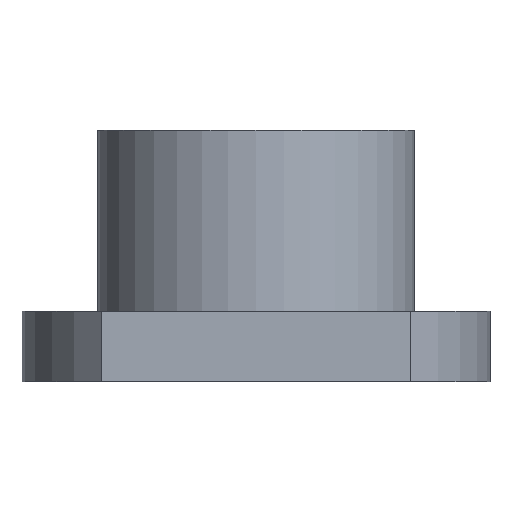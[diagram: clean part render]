
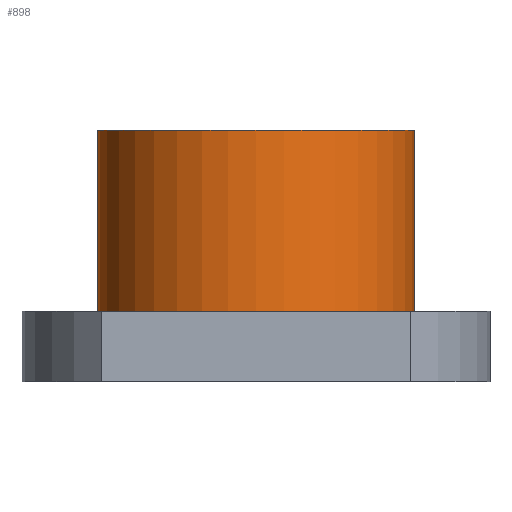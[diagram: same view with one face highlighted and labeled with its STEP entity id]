
A CAD part, front view. The second image highlights one B-rep face of the part: STEP entity #898.
In plain terms, the highlighted cylindrical face has radius 31.5 mm (diameter 63 mm), a partial arc.
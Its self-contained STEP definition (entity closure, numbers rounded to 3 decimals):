
#6=CARTESIAN_POINT('',(0.,0.,50.));
#7=DIRECTION('',(0.,0.,1.));
#8=DIRECTION('',(-1.,0.,0.));
#9=AXIS2_PLACEMENT_3D('',#6,#7,#8);
#26=DIRECTION('',(0.,0.,1.));
#27=VECTOR('',#26,36.);
#28=CARTESIAN_POINT('',(31.5,0.,14.));
#29=LINE('',#28,#27);
#118=CARTESIAN_POINT('',(0.,0.,14.));
#119=DIRECTION('',(0.,0.,1.));
#120=DIRECTION('',(-1.,0.,0.));
#121=AXIS2_PLACEMENT_3D('',#118,#119,#120);
#123=DIRECTION('',(0.,0.,1.));
#124=VECTOR('',#123,36.);
#125=CARTESIAN_POINT('',(-31.5,0.,14.));
#126=LINE('',#125,#124);
#624=CARTESIAN_POINT('',(31.5,0.,50.));
#625=CARTESIAN_POINT('',(-31.5,0.,50.));
#626=VERTEX_POINT('',#624);
#627=VERTEX_POINT('',#625);
#628=CARTESIAN_POINT('',(31.5,0.,14.));
#629=CARTESIAN_POINT('',(-31.5,0.,14.));
#630=VERTEX_POINT('',#628);
#631=VERTEX_POINT('',#629);
#887=CARTESIAN_POINT('',(0.,0.,0.));
#888=DIRECTION('',(0.,0.,1.));
#889=DIRECTION('',(1.,0.,0.));
#890=AXIS2_PLACEMENT_3D('',#887,#888,#889);
#891=CYLINDRICAL_SURFACE('',#890,31.5);
#892=ORIENTED_EDGE('',*,*,#834,.F.);
#893=ORIENTED_EDGE('',*,*,#813,.T.);
#894=ORIENTED_EDGE('',*,*,#792,.T.);
#895=ORIENTED_EDGE('',*,*,#810,.F.);
#896=EDGE_LOOP('',(#892,#893,#894,#895));
#897=FACE_OUTER_BOUND('',#896,.F.);
#10=CIRCLE('',#9,31.5);
#122=CIRCLE('',#121,31.5);
#792=EDGE_CURVE('',#627,#626,#10,.T.);
#810=EDGE_CURVE('',#630,#626,#29,.T.);
#813=EDGE_CURVE('',#631,#627,#126,.T.);
#834=EDGE_CURVE('',#631,#630,#122,.T.);
#898=ADVANCED_FACE('',(#897),#891,.T.);
